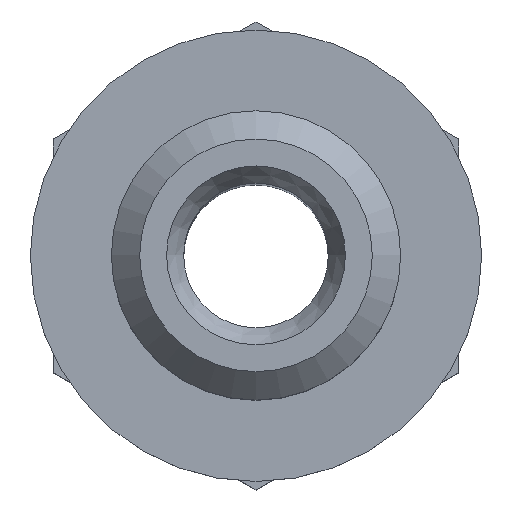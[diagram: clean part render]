
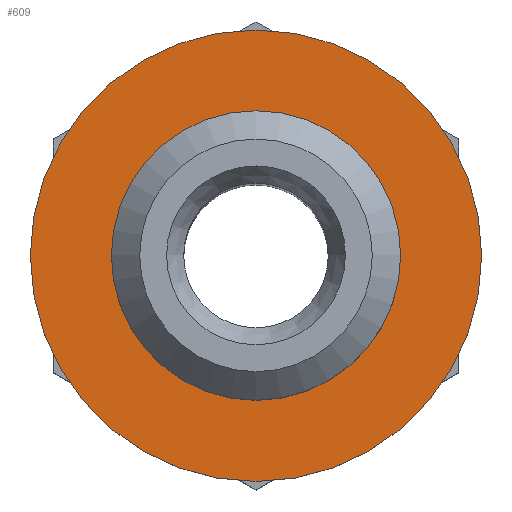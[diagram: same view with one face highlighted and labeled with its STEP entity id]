
A CAD part, top view. The second image highlights one B-rep face of the part: STEP entity #609.
In plain terms, the highlighted planar face has unit normal (0, 0, 1).
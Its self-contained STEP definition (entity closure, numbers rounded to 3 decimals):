
#91=CIRCLE('',#698,2.15);
#92=CIRCLE('',#700,3.9);
#185=ORIENTED_EDGE('',*,*,#298,.T.);
#186=ORIENTED_EDGE('',*,*,#299,.F.);
#298=EDGE_CURVE('',#357,#357,#91,.T.);
#299=EDGE_CURVE('',#358,#358,#92,.T.);
#357=VERTEX_POINT('',#1088);
#358=VERTEX_POINT('',#1091);
#453=EDGE_LOOP('',(#185));
#454=EDGE_LOOP('',(#186));
#531=FACE_BOUND('',#453,.T.);
#532=FACE_BOUND('',#454,.T.);
#570=PLANE('',#702);
#609=ADVANCED_FACE('',(#531,#532),#570,.T.);
#698=AXIS2_PLACEMENT_3D('',#1087,#859,#860);
#700=AXIS2_PLACEMENT_3D('',#1090,#863,#864);
#702=AXIS2_PLACEMENT_3D('',#1094,#867,#868);
#859=DIRECTION('',(0.,0.,-1.));
#860=DIRECTION('',(-1.,0.,0.));
#863=DIRECTION('',(0.,0.,-1.));
#864=DIRECTION('',(-1.,0.,0.));
#867=DIRECTION('',(0.,0.,1.));
#868=DIRECTION('',(1.,0.,0.));
#1087=CARTESIAN_POINT('',(0.,0.,-3.8));
#1088=CARTESIAN_POINT('',(-2.15,0.,-3.8));
#1090=CARTESIAN_POINT('',(0.,0.,-3.8));
#1091=CARTESIAN_POINT('',(-3.9,0.,-3.8));
#1094=CARTESIAN_POINT('',(0.,3.9,-3.8));
